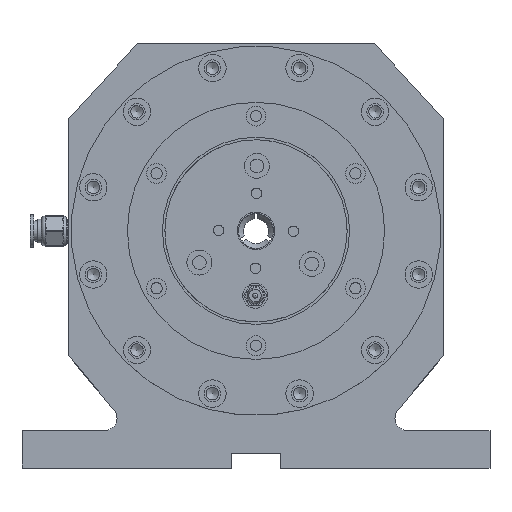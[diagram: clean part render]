
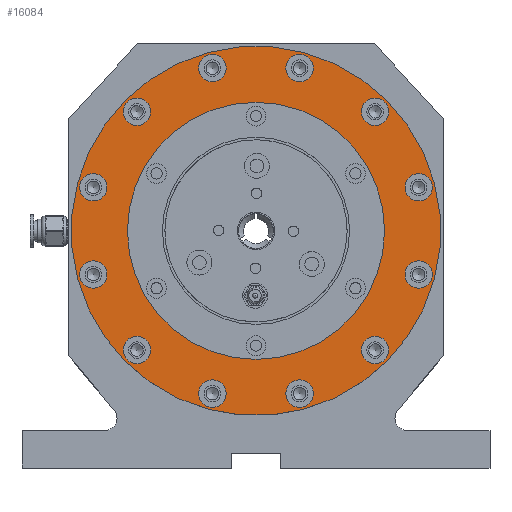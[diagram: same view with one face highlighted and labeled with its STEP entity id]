
A CAD part, top view. The second image highlights one B-rep face of the part: STEP entity #16084.
In plain terms, the highlighted planar face has unit normal (0, 0, 1).
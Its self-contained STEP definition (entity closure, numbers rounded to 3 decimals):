
#1280 = EDGE_CURVE ( 'NONE', #19004, #19004, #49065, .T. ) ;
#1891 = DIRECTION ( 'NONE',  ( -0.259, -0.966, 0. ) ) ;
#2024 = CARTESIAN_POINT ( 'NONE',  ( 3.641, 72.232, 42.1 ) ) ;
#2179 = AXIS2_PLACEMENT_3D ( 'NONE', #33350, #47017, #42647 ) ;
#2662 = FACE_BOUND ( 'NONE', #22372, .T. ) ;
#2742 = EDGE_LOOP ( 'NONE', ( #56038 ) ) ;
#2812 = CARTESIAN_POINT ( 'NONE',  ( -47.978, 28.391, 42.1 ) ) ;
#3902 = EDGE_CURVE ( 'NONE', #61126, #61126, #54736, .T. ) ;
#3979 = CARTESIAN_POINT ( 'NONE',  ( -0.248, 76.121, 42.1 ) ) ;
#4689 = CARTESIAN_POINT ( 'NONE',  ( -70.761, -35.385, 42.1 ) ) ;
#4974 = DIRECTION ( 'NONE',  ( 0., 0., 1. ) ) ;
#6387 = CARTESIAN_POINT ( 'NONE',  ( -35.82, -38.232, 42.1 ) ) ;
#6709 = FACE_BOUND ( 'NONE', #2742, .T. ) ;
#7069 = EDGE_CURVE ( 'NONE', #38206, #38206, #36747, .T. ) ;
#7960 = FACE_BOUND ( 'NONE', #44954, .T. ) ;
#7970 = DIRECTION ( 'NONE',  ( 0., 0., 1. ) ) ;
#8254 = VERTEX_POINT ( 'NONE', #27166 ) ;
#8376 = CARTESIAN_POINT ( 'NONE',  ( -25.195, 92.168, 42.1 ) ) ;
#8641 = EDGE_LOOP ( 'NONE', ( #38327 ) ) ;
#8864 = VERTEX_POINT ( 'NONE', #60325 ) ;
#10238 = AXIS2_PLACEMENT_3D ( 'NONE', #53891, #25632, #44579 ) ;
#10617 = ORIENTED_EDGE ( 'NONE', *, *, #3902, .F. ) ;
#10994 = ORIENTED_EDGE ( 'NONE', *, *, #1280, .F. ) ;
#11167 = CIRCLE ( 'NONE', #50787, 5.5 ) ;
#11373 = CARTESIAN_POINT ( 'NONE',  ( -91.818, 80.01, 42.1 ) ) ;
#12699 = EDGE_CURVE ( 'NONE', #51153, #51153, #58829, .T. ) ;
#13209 = DIRECTION ( 'NONE',  ( 0.966, -0.259, 0. ) ) ;
#14513 = CIRCLE ( 'NONE', #16526, 50. ) ;
#15070 = ORIENTED_EDGE ( 'NONE', *, *, #56734, .F. ) ;
#15203 = CARTESIAN_POINT ( 'NONE',  ( -113.178, 10.921, 42.1 ) ) ;
#15611 = EDGE_LOOP ( 'NONE', ( #56934 ) ) ;
#16023 = FACE_BOUND ( 'NONE', #48211, .T. ) ;
#16084 = ADVANCED_FACE ( 'NONE', ( #45808, #2662, #54493, #6709, #30636, #30939, #40836, #49839, #59723, #26262, #16023, #54789, #17263, #7960 ), #55092, .F. ) ;
#16526 = AXIS2_PLACEMENT_3D ( 'NONE', #2812, #56129, #31394 ) ;
#16604 = DIRECTION ( 'NONE',  ( 0., 0., -1. ) ) ;
#17189 = EDGE_LOOP ( 'NONE', ( #15070 ) ) ;
#17263 = FACE_BOUND ( 'NONE', #24475, .T. ) ;
#18755 = DIRECTION ( 'NONE',  ( 0.707, 0.707, 0. ) ) ;
#19004 = VERTEX_POINT ( 'NONE', #43147 ) ;
#19106 = EDGE_LOOP ( 'NONE', ( #10994 ) ) ;
#19466 = CARTESIAN_POINT ( 'NONE',  ( -65.448, 93.591, 42.1 ) ) ;
#19785 = VERTEX_POINT ( 'NONE', #57545 ) ;
#19889 = AXIS2_PLACEMENT_3D ( 'NONE', #26538, #16604, #20699 ) ;
#20069 = EDGE_CURVE ( 'NONE', #26631, #26631, #50553, .T. ) ;
#20576 = DIRECTION ( 'NONE',  ( 0., 0., 1. ) ) ;
#20650 = EDGE_LOOP ( 'NONE', ( #24468 ) ) ;
#20699 = DIRECTION ( 'NONE',  ( -0.707, -0.707, 0. ) ) ;
#20716 = CARTESIAN_POINT ( 'NONE',  ( 17.222, 45.862, 42.1 ) ) ;
#22028 = DIRECTION ( 'NONE',  ( 0., 0., 1. ) ) ;
#22343 = AXIS2_PLACEMENT_3D ( 'NONE', #15203, #4974, #48412 ) ;
#22372 = EDGE_LOOP ( 'NONE', ( #41229 ) ) ;
#22968 = EDGE_CURVE ( 'NONE', #55148, #55148, #42901, .T. ) ;
#24468 = ORIENTED_EDGE ( 'NONE', *, *, #20069, .F. ) ;
#24475 = EDGE_LOOP ( 'NONE', ( #34423 ) ) ;
#24697 = CARTESIAN_POINT ( 'NONE',  ( -83.333, -6.964, 42.1 ) ) ;
#25060 = CARTESIAN_POINT ( 'NONE',  ( -65.448, -36.809, 42.1 ) ) ;
#25616 = DIRECTION ( 'NONE',  ( 0.259, -0.966, 0. ) ) ;
#25618 = VERTEX_POINT ( 'NONE', #2024 ) ;
#25632 = DIRECTION ( 'NONE',  ( 0., 0., -1. ) ) ;
#26262 = FACE_BOUND ( 'NONE', #19106, .T. ) ;
#26538 = CARTESIAN_POINT ( 'NONE',  ( -47.978, 28.391, 42.1 ) ) ;
#26631 = VERTEX_POINT ( 'NONE', #35942 ) ;
#27166 = CARTESIAN_POINT ( 'NONE',  ( -60.135, 95.015, 42.1 ) ) ;
#27190 = CARTESIAN_POINT ( 'NONE',  ( -30.507, -36.809, 42.1 ) ) ;
#27607 = CIRCLE ( 'NONE', #44434, 5.5 ) ;
#27840 = DIRECTION ( 'NONE',  ( 0., 0., 1. ) ) ;
#28145 = DIRECTION ( 'NONE',  ( 0.966, 0.259, 0. ) ) ;
#30314 = VERTEX_POINT ( 'NONE', #6387 ) ;
#30636 = FACE_BOUND ( 'NONE', #57302, .T. ) ;
#30939 = FACE_BOUND ( 'NONE', #15611, .T. ) ;
#31394 = DIRECTION ( 'NONE',  ( -0.707, -0.707, 0. ) ) ;
#31894 = EDGE_CURVE ( 'NONE', #50497, #50497, #58748, .T. ) ;
#32011 = CARTESIAN_POINT ( 'NONE',  ( -0.248, -19.338, 42.1 ) ) ;
#32056 = AXIS2_PLACEMENT_3D ( 'NONE', #32011, #37277, #57953 ) ;
#32956 = CARTESIAN_POINT ( 'NONE',  ( -99.597, -15.449, 42.1 ) ) ;
#33350 = CARTESIAN_POINT ( 'NONE',  ( -95.707, -19.338, 42.1 ) ) ;
#34002 = AXIS2_PLACEMENT_3D ( 'NONE', #37753, #47659, #42696 ) ;
#34423 = ORIENTED_EDGE ( 'NONE', *, *, #52231, .F. ) ;
#34641 = EDGE_LOOP ( 'NONE', ( #51584 ) ) ;
#35942 = CARTESIAN_POINT ( 'NONE',  ( -100.304, -23.934, 42.1 ) ) ;
#36015 = EDGE_CURVE ( 'NONE', #52036, #52036, #14513, .T. ) ;
#36648 = ORIENTED_EDGE ( 'NONE', *, *, #49870, .F. ) ;
#36747 = CIRCLE ( 'NONE', #54571, 5.5 ) ;
#37277 = DIRECTION ( 'NONE',  ( 0., 0., 1. ) ) ;
#37753 = CARTESIAN_POINT ( 'NONE',  ( -113.178, 45.862, 42.1 ) ) ;
#38142 = CIRCLE ( 'NONE', #54970, 5.5 ) ;
#38206 = VERTEX_POINT ( 'NONE', #4689 ) ;
#38327 = ORIENTED_EDGE ( 'NONE', *, *, #45481, .F. ) ;
#39065 = DIRECTION ( 'NONE',  ( 0., 0., 1. ) ) ;
#39074 = AXIS2_PLACEMENT_3D ( 'NONE', #40837, #55681, #13209 ) ;
#39304 = VERTEX_POINT ( 'NONE', #11373 ) ;
#39450 = EDGE_CURVE ( 'NONE', #19785, #19785, #59457, .T. ) ;
#39908 = DIRECTION ( 'NONE',  ( 0., 0., 1. ) ) ;
#39914 = EDGE_LOOP ( 'NONE', ( #10617 ) ) ;
#40836 = FACE_BOUND ( 'NONE', #54279, .T. ) ;
#40837 = CARTESIAN_POINT ( 'NONE',  ( -30.507, 93.591, 42.1 ) ) ;
#41229 = ORIENTED_EDGE ( 'NONE', *, *, #12699, .F. ) ;
#42647 = DIRECTION ( 'NONE',  ( -0.707, 0.707, 0. ) ) ;
#42696 = DIRECTION ( 'NONE',  ( 0.259, 0.966, 0. ) ) ;
#42901 = CIRCLE ( 'NONE', #34002, 5.5 ) ;
#43147 = CARTESIAN_POINT ( 'NONE',  ( -114.601, 16.234, 42.1 ) ) ;
#44021 = DIRECTION ( 'NONE',  ( -0.966, 0.259, 0. ) ) ;
#44074 = AXIS2_PLACEMENT_3D ( 'NONE', #20716, #39908, #25616 ) ;
#44434 = AXIS2_PLACEMENT_3D ( 'NONE', #27190, #7970, #45212 ) ;
#44579 = DIRECTION ( 'NONE',  ( -1., 0., 0. ) ) ;
#44954 = EDGE_LOOP ( 'NONE', ( #54645 ) ) ;
#45212 = DIRECTION ( 'NONE',  ( -0.966, -0.259, 0. ) ) ;
#45481 = EDGE_CURVE ( 'NONE', #25618, #25618, #38142, .T. ) ;
#45808 = FACE_OUTER_BOUND ( 'NONE', #20650, .T. ) ;
#45868 = CARTESIAN_POINT ( 'NONE',  ( -4.137, -23.227, 42.1 ) ) ;
#47017 = DIRECTION ( 'NONE',  ( 0., 0., 1. ) ) ;
#47659 = DIRECTION ( 'NONE',  ( 0., 0., 1. ) ) ;
#48037 = CIRCLE ( 'NONE', #44074, 5.5 ) ;
#48211 = EDGE_LOOP ( 'NONE', ( #58568 ) ) ;
#48226 = ORIENTED_EDGE ( 'NONE', *, *, #39450, .F. ) ;
#48412 = DIRECTION ( 'NONE',  ( -0.259, 0.966, 0. ) ) ;
#49065 = CIRCLE ( 'NONE', #22343, 5.5 ) ;
#49366 = CARTESIAN_POINT ( 'NONE',  ( 17.222, 10.921, 42.1 ) ) ;
#49839 = FACE_BOUND ( 'NONE', #34641, .T. ) ;
#49870 = EDGE_CURVE ( 'NONE', #30314, #30314, #27607, .T. ) ;
#50497 = VERTEX_POINT ( 'NONE', #45868 ) ;
#50553 = CIRCLE ( 'NONE', #19889, 74. ) ;
#50787 = AXIS2_PLACEMENT_3D ( 'NONE', #19466, #27840, #28145 ) ;
#51153 = VERTEX_POINT ( 'NONE', #8376 ) ;
#51381 = AXIS2_PLACEMENT_3D ( 'NONE', #51931, #55935, #18755 ) ;
#51584 = ORIENTED_EDGE ( 'NONE', *, *, #7069, .F. ) ;
#51931 = CARTESIAN_POINT ( 'NONE',  ( -95.707, 76.121, 42.1 ) ) ;
#52036 = VERTEX_POINT ( 'NONE', #24697 ) ;
#52231 = EDGE_CURVE ( 'NONE', #39304, #39304, #56666, .T. ) ;
#53891 = CARTESIAN_POINT ( 'NONE',  ( -100.304, 80.717, 42.1 ) ) ;
#54279 = EDGE_LOOP ( 'NONE', ( #36648 ) ) ;
#54493 = FACE_BOUND ( 'NONE', #8641, .T. ) ;
#54548 = CARTESIAN_POINT ( 'NONE',  ( -111.754, 51.174, 42.1 ) ) ;
#54571 = AXIS2_PLACEMENT_3D ( 'NONE', #25060, #39065, #44021 ) ;
#54645 = ORIENTED_EDGE ( 'NONE', *, *, #36015, .T. ) ;
#54736 = CIRCLE ( 'NONE', #2179, 5.5 ) ;
#54789 = FACE_BOUND ( 'NONE', #17189, .T. ) ;
#54970 = AXIS2_PLACEMENT_3D ( 'NONE', #3979, #22028, #56082 ) ;
#55092 = PLANE ( 'NONE',  #10238 ) ;
#55148 = VERTEX_POINT ( 'NONE', #54548 ) ;
#55681 = DIRECTION ( 'NONE',  ( 0., 0., 1. ) ) ;
#55935 = DIRECTION ( 'NONE',  ( 0., 0., 1. ) ) ;
#56038 = ORIENTED_EDGE ( 'NONE', *, *, #58217, .F. ) ;
#56082 = DIRECTION ( 'NONE',  ( 0.707, -0.707, 0. ) ) ;
#56129 = DIRECTION ( 'NONE',  ( 0., 0., -1. ) ) ;
#56666 = CIRCLE ( 'NONE', #51381, 5.5 ) ;
#56734 = EDGE_CURVE ( 'NONE', #8254, #8254, #11167, .T. ) ;
#56934 = ORIENTED_EDGE ( 'NONE', *, *, #31894, .F. ) ;
#57302 = EDGE_LOOP ( 'NONE', ( #48226 ) ) ;
#57545 = CARTESIAN_POINT ( 'NONE',  ( 15.799, 5.609, 42.1 ) ) ;
#57953 = DIRECTION ( 'NONE',  ( -0.707, -0.707, 0. ) ) ;
#58217 = EDGE_CURVE ( 'NONE', #8864, #8864, #48037, .T. ) ;
#58568 = ORIENTED_EDGE ( 'NONE', *, *, #22968, .F. ) ;
#58748 = CIRCLE ( 'NONE', #32056, 5.5 ) ;
#58829 = CIRCLE ( 'NONE', #39074, 5.5 ) ;
#59457 = CIRCLE ( 'NONE', #61420, 5.5 ) ;
#59723 = FACE_BOUND ( 'NONE', #39914, .T. ) ;
#60325 = CARTESIAN_POINT ( 'NONE',  ( 18.646, 40.549, 42.1 ) ) ;
#61126 = VERTEX_POINT ( 'NONE', #32956 ) ;
#61420 = AXIS2_PLACEMENT_3D ( 'NONE', #49366, #20576, #1891 ) ;
